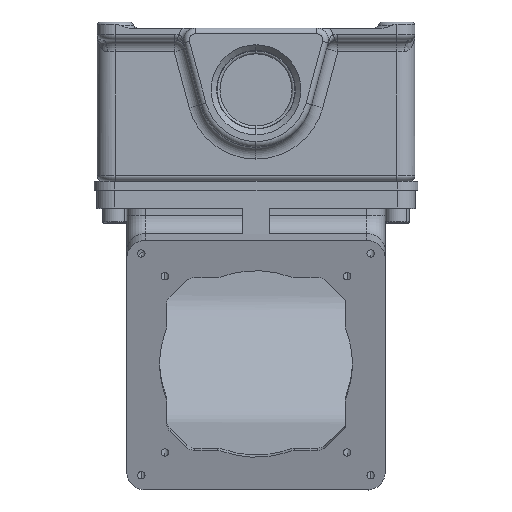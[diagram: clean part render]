
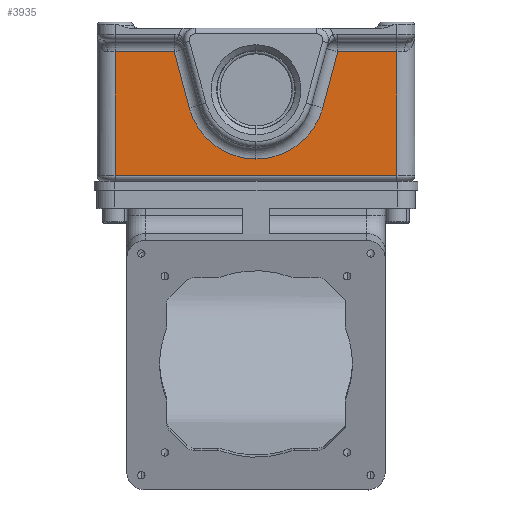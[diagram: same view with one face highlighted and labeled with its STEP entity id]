
A CAD part, top view. The second image highlights one B-rep face of the part: STEP entity #3935.
In plain terms, the highlighted planar face has unit normal (0, 0, 1).
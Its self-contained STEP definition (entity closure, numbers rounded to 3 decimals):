
#422 = AXIS2_PLACEMENT_3D ( 'NONE', #597, #5094, #19087 ) ;
#433 = FACE_OUTER_BOUND ( 'NONE', #2330, .T. ) ;
#502 = CARTESIAN_POINT ( 'NONE',  ( -292.351, 22.76, 150.444 ) ) ;
#597 = CARTESIAN_POINT ( 'NONE',  ( -216.278, 2.186, 150.444 ) ) ;
#663 = DIRECTION ( 'NONE',  ( 0., 1., 0. ) ) ;
#716 = VERTEX_POINT ( 'NONE', #3208 ) ;
#765 = DIRECTION ( 'NONE',  ( -1., 0., 0. ) ) ;
#975 = DIRECTION ( 'NONE',  ( -1., 0., 0. ) ) ;
#1334 = VECTOR ( 'NONE', #765, 1000. ) ;
#1382 = VECTOR ( 'NONE', #17757, 1000. ) ;
#2330 = EDGE_LOOP ( 'NONE', ( #2818, #19048, #7965, #2892, #5179, #19649, #22613, #20054, #2947 ) ) ;
#2386 = EDGE_CURVE ( 'NONE', #26486, #21148, #9814, .T. ) ;
#2440 = VECTOR ( 'NONE', #663, 1000. ) ;
#2487 = PLANE ( 'NONE',  #26830 ) ;
#2711 = LINE ( 'NONE', #19429, #2440 ) ;
#2818 = ORIENTED_EDGE ( 'NONE', *, *, #26569, .T. ) ;
#2892 = ORIENTED_EDGE ( 'NONE', *, *, #4815, .T. ) ;
#2947 = ORIENTED_EDGE ( 'NONE', *, *, #14177, .T. ) ;
#3208 = CARTESIAN_POINT ( 'NONE',  ( -260.446, 22.76, 150.444 ) ) ;
#3935 = ADVANCED_FACE ( 'NONE', ( #433 ), #2487, .T. ) ;
#4815 = EDGE_CURVE ( 'NONE', #4864, #25641, #20574, .T. ) ;
#4864 = VERTEX_POINT ( 'NONE', #15626 ) ;
#5003 = LINE ( 'NONE', #502, #1382 ) ;
#5094 = DIRECTION ( 'NONE',  ( 0., 0., -1. ) ) ;
#5116 = EDGE_CURVE ( 'NONE', #6274, #15241, #23099, .T. ) ;
#5179 = ORIENTED_EDGE ( 'NONE', *, *, #12111, .T. ) ;
#5236 = CARTESIAN_POINT ( 'NONE',  ( -260.446, 22.76, 150.444 ) ) ;
#6274 = VERTEX_POINT ( 'NONE', #16849 ) ;
#6924 = EDGE_CURVE ( 'NONE', #716, #26486, #5003, .T. ) ;
#7123 = DIRECTION ( 'NONE',  ( 0., 0., -1. ) ) ;
#7131 = CARTESIAN_POINT ( 'NONE',  ( -302.003, -47.09, 150.444 ) ) ;
#7476 = VECTOR ( 'NONE', #24892, 1000. ) ;
#7919 = CARTESIAN_POINT ( 'NONE',  ( -140.205, -44.042, 150.444 ) ) ;
#7965 = ORIENTED_EDGE ( 'NONE', *, *, #13247, .T. ) ;
#8031 = VECTOR ( 'NONE', #23762, 1000. ) ;
#9614 = VECTOR ( 'NONE', #21944, 1000. ) ;
#9814 = LINE ( 'NONE', #11463, #8031 ) ;
#11463 = CARTESIAN_POINT ( 'NONE',  ( -292.351, -44.042, 150.444 ) ) ;
#12019 = DIRECTION ( 'NONE',  ( -0.259, -0.966, 0. ) ) ;
#12061 = LINE ( 'NONE', #26806, #7476 ) ;
#12111 = EDGE_CURVE ( 'NONE', #25641, #22127, #24009, .T. ) ;
#12228 = EDGE_CURVE ( 'NONE', #22127, #716, #14014, .T. ) ;
#13247 = EDGE_CURVE ( 'NONE', #15241, #4864, #13396, .T. ) ;
#13396 = LINE ( 'NONE', #26771, #25846 ) ;
#13766 = CARTESIAN_POINT ( 'NONE',  ( -292.351, 22.76, 150.444 ) ) ;
#14014 = LINE ( 'NONE', #5236, #9614 ) ;
#14177 = EDGE_CURVE ( 'NONE', #21148, #16317, #12061, .T. ) ;
#15241 = VERTEX_POINT ( 'NONE', #16722 ) ;
#15504 = DIRECTION ( 'NONE',  ( 1., 0., 0. ) ) ;
#15626 = CARTESIAN_POINT ( 'NONE',  ( -180.212, -7.478, 150.444 ) ) ;
#16133 = CARTESIAN_POINT ( 'NONE',  ( -252.344, -7.478, 150.444 ) ) ;
#16317 = VERTEX_POINT ( 'NONE', #7919 ) ;
#16645 = AXIS2_PLACEMENT_3D ( 'NONE', #25859, #7123, #975 ) ;
#16722 = CARTESIAN_POINT ( 'NONE',  ( -172.11, 22.76, 150.444 ) ) ;
#16849 = CARTESIAN_POINT ( 'NONE',  ( -140.205, 22.76, 150.444 ) ) ;
#17161 = DIRECTION ( 'NONE',  ( 0., 0., 1. ) ) ;
#17757 = DIRECTION ( 'NONE',  ( -1., 0., 0. ) ) ;
#18633 = CARTESIAN_POINT ( 'NONE',  ( -172.11, 22.76, 150.444 ) ) ;
#19048 = ORIENTED_EDGE ( 'NONE', *, *, #5116, .T. ) ;
#19087 = DIRECTION ( 'NONE',  ( -1., 0., 0. ) ) ;
#19429 = CARTESIAN_POINT ( 'NONE',  ( -140.205, -44.042, 150.444 ) ) ;
#19649 = ORIENTED_EDGE ( 'NONE', *, *, #12228, .T. ) ;
#20054 = ORIENTED_EDGE ( 'NONE', *, *, #2386, .T. ) ;
#20574 = CIRCLE ( 'NONE', #16645, 37.338 ) ;
#21038 = CARTESIAN_POINT ( 'NONE',  ( -216.278, -35.152, 150.444 ) ) ;
#21148 = VERTEX_POINT ( 'NONE', #26690 ) ;
#21944 = DIRECTION ( 'NONE',  ( -0.259, 0.966, 0. ) ) ;
#22127 = VERTEX_POINT ( 'NONE', #16133 ) ;
#22613 = ORIENTED_EDGE ( 'NONE', *, *, #6924, .T. ) ;
#23099 = LINE ( 'NONE', #18633, #1334 ) ;
#23762 = DIRECTION ( 'NONE',  ( 0., -1., 0. ) ) ;
#24009 = CIRCLE ( 'NONE', #422, 37.338 ) ;
#24892 = DIRECTION ( 'NONE',  ( 1., 0., 0. ) ) ;
#25641 = VERTEX_POINT ( 'NONE', #21038 ) ;
#25846 = VECTOR ( 'NONE', #12019, 1000. ) ;
#25859 = CARTESIAN_POINT ( 'NONE',  ( -216.278, 2.186, 150.444 ) ) ;
#26486 = VERTEX_POINT ( 'NONE', #13766 ) ;
#26569 = EDGE_CURVE ( 'NONE', #16317, #6274, #2711, .T. ) ;
#26690 = CARTESIAN_POINT ( 'NONE',  ( -292.351, -44.042, 150.444 ) ) ;
#26771 = CARTESIAN_POINT ( 'NONE',  ( -180.212, -7.478, 150.444 ) ) ;
#26806 = CARTESIAN_POINT ( 'NONE',  ( -292.351, -44.042, 150.444 ) ) ;
#26830 = AXIS2_PLACEMENT_3D ( 'NONE', #7131, #17161, #15504 ) ;
